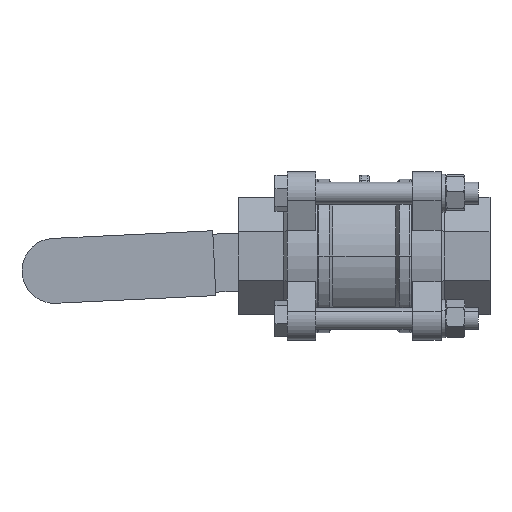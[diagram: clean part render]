
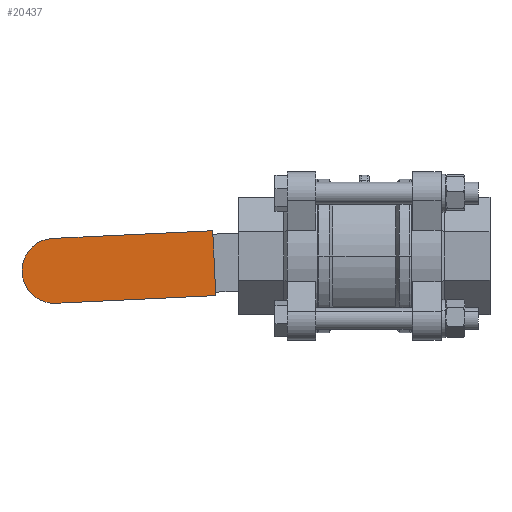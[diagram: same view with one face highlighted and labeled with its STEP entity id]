
A CAD part, front view. The second image highlights one B-rep face of the part: STEP entity #20437.
In plain terms, the highlighted face is planar.
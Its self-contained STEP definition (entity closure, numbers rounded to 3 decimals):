
#1947 = CARTESIAN_POINT ( 'NONE',  ( 0., -14.2, 3.1 ) ) ;
#2627 = VECTOR ( 'NONE', #13915, 1000. ) ;
#3095 = EDGE_CURVE ( 'NONE', #21219, #24586, #19246, .T. ) ;
#3791 = VERTEX_POINT ( 'NONE', #4277 ) ;
#4018 = CARTESIAN_POINT ( 'NONE',  ( 70., 14.2, 3.1 ) ) ;
#4277 = CARTESIAN_POINT ( 'NONE',  ( 0., 14.2, 3.1 ) ) ;
#4938 = LINE ( 'NONE', #6661, #5551 ) ;
#5551 = VECTOR ( 'NONE', #18653, 1000. ) ;
#6661 = CARTESIAN_POINT ( 'NONE',  ( 70., 14.2, 3.1 ) ) ;
#7476 = VERTEX_POINT ( 'NONE', #4018 ) ;
#7596 = LINE ( 'NONE', #21987, #23558 ) ;
#7773 = DIRECTION ( 'NONE',  ( -1., 0., 0. ) ) ;
#8007 = DIRECTION ( 'NONE',  ( 0., 1., 0. ) ) ;
#8780 = FACE_OUTER_BOUND ( 'NONE', #18750, .T. ) ;
#9681 = PLANE ( 'NONE',  #10181 ) ;
#10117 = CARTESIAN_POINT ( 'NONE',  ( 0., -14.2, 3.1 ) ) ;
#10181 = AXIS2_PLACEMENT_3D ( 'NONE', #11594, #19738, #7773 ) ;
#10427 = CARTESIAN_POINT ( 'NONE',  ( 70., 0., 3.1 ) ) ;
#11044 = ORIENTED_EDGE ( 'NONE', *, *, #15355, .F. ) ;
#11594 = CARTESIAN_POINT ( 'NONE',  ( 70., 0., 3.1 ) ) ;
#12436 = DIRECTION ( 'NONE',  ( -1., 0., 0. ) ) ;
#12792 = CARTESIAN_POINT ( 'NONE',  ( 70., -14.2, 3.1 ) ) ;
#13060 = ORIENTED_EDGE ( 'NONE', *, *, #21617, .F. ) ;
#13915 = DIRECTION ( 'NONE',  ( -1., 0., 0. ) ) ;
#15355 = EDGE_CURVE ( 'NONE', #7476, #21219, #23282, .T. ) ;
#16992 = EDGE_CURVE ( 'NONE', #24586, #3791, #7596, .T. ) ;
#18653 = DIRECTION ( 'NONE',  ( 1., 0., 0. ) ) ;
#18750 = EDGE_LOOP ( 'NONE', ( #11044, #13060, #20917, #21780 ) ) ;
#19246 = LINE ( 'NONE', #1947, #2627 ) ;
#19738 = DIRECTION ( 'NONE',  ( 0., 0., 1. ) ) ;
#20437 = ADVANCED_FACE ( 'NONE', ( #8780 ), #9681, .T. ) ;
#20917 = ORIENTED_EDGE ( 'NONE', *, *, #16992, .F. ) ;
#20983 = AXIS2_PLACEMENT_3D ( 'NONE', #10427, #24434, #12436 ) ;
#21219 = VERTEX_POINT ( 'NONE', #12792 ) ;
#21617 = EDGE_CURVE ( 'NONE', #3791, #7476, #4938, .T. ) ;
#21780 = ORIENTED_EDGE ( 'NONE', *, *, #3095, .F. ) ;
#21987 = CARTESIAN_POINT ( 'NONE',  ( 0., 14.2, 3.1 ) ) ;
#23282 = CIRCLE ( 'NONE', #20983, 14.2 ) ;
#23558 = VECTOR ( 'NONE', #8007, 1000. ) ;
#24434 = DIRECTION ( 'NONE',  ( 0., 0., -1. ) ) ;
#24586 = VERTEX_POINT ( 'NONE', #10117 ) ;
